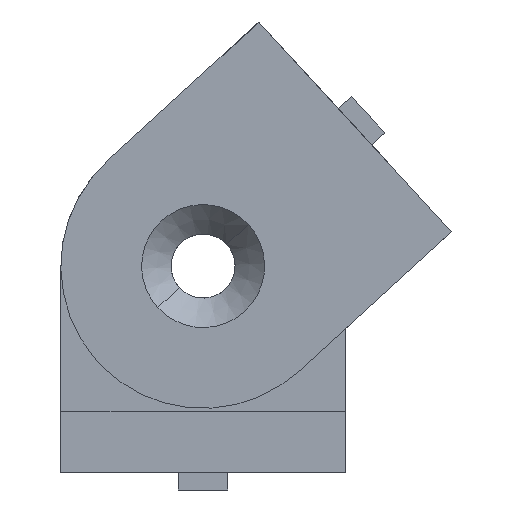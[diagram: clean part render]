
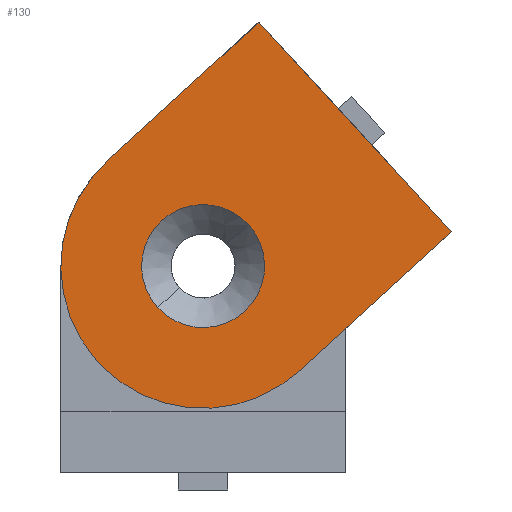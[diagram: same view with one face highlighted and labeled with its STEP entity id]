
A CAD part, front view. The second image highlights one B-rep face of the part: STEP entity #130.
In plain terms, the highlighted face is planar.
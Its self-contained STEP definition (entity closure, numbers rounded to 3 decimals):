
#1 = DIRECTION ( 'NONE',  ( 0., 0., -1. ) ) ;
#17 = CARTESIAN_POINT ( 'NONE',  ( 20., 0., 37.65 ) ) ;
#23 = VECTOR ( 'NONE', #1, 1000. ) ;
#30 = DIRECTION ( 'NONE',  ( 0., 1., 0. ) ) ;
#34 = DIRECTION ( 'NONE',  ( 0., -1., 0. ) ) ;
#58 = PLANE ( 'NONE',  #450 ) ;
#59 = DIRECTION ( 'NONE',  ( 0., 0., 1. ) ) ;
#90 = DIRECTION ( 'NONE',  ( 0., 1., 0. ) ) ;
#95 = ORIENTED_EDGE ( 'NONE', *, *, #1097, .T. ) ;
#102 = CARTESIAN_POINT ( 'NONE',  ( 0., 0., 8.5 ) ) ;
#110 = EDGE_LOOP ( 'NONE', ( #1007, #1168 ) ) ;
#117 = CIRCLE ( 'NONE', #784, 8.65 ) ;
#127 = CARTESIAN_POINT ( 'NONE',  ( 20., 0., 29. ) ) ;
#130 = ADVANCED_FACE ( 'NONE', ( #967, #1196 ), #58, .F. ) ;
#153 = DIRECTION ( 'NONE',  ( 0., 1., 0. ) ) ;
#158 = CARTESIAN_POINT ( 'NONE',  ( 40., 0., 8.5 ) ) ;
#241 = LINE ( 'NONE', #422, #959 ) ;
#273 = ORIENTED_EDGE ( 'NONE', *, *, #1103, .F. ) ;
#301 = VERTEX_POINT ( 'NONE', #885 ) ;
#322 = DIRECTION ( 'NONE',  ( 0., 1., 0. ) ) ;
#327 = VECTOR ( 'NONE', #345, 1000. ) ;
#345 = DIRECTION ( 'NONE',  ( -1., 0., 0. ) ) ;
#359 = VECTOR ( 'NONE', #530, 1000. ) ;
#368 = VERTEX_POINT ( 'NONE', #373 ) ;
#373 = CARTESIAN_POINT ( 'NONE',  ( 0., 0., 0. ) ) ;
#406 = EDGE_CURVE ( 'NONE', #1005, #1079, #1201, .T. ) ;
#422 = CARTESIAN_POINT ( 'NONE',  ( 0., 0., 49. ) ) ;
#450 = AXIS2_PLACEMENT_3D ( 'NONE', #1021, #34, #739 ) ;
#490 = CIRCLE ( 'NONE', #801, 20. ) ;
#520 = CARTESIAN_POINT ( 'NONE',  ( 40., 0., 29.019 ) ) ;
#530 = DIRECTION ( 'NONE',  ( 0., 0., -1. ) ) ;
#534 = CARTESIAN_POINT ( 'NONE',  ( 40., 0., 0. ) ) ;
#546 = AXIS2_PLACEMENT_3D ( 'NONE', #816, #153, #1184 ) ;
#563 = CARTESIAN_POINT ( 'NONE',  ( 20., 0., 29. ) ) ;
#637 = EDGE_CURVE ( 'NONE', #1194, #1081, #1152, .T. ) ;
#645 = VERTEX_POINT ( 'NONE', #534 ) ;
#652 = AXIS2_PLACEMENT_3D ( 'NONE', #563, #90, #59 ) ;
#678 = CARTESIAN_POINT ( 'NONE',  ( 19.123, 0., 49. ) ) ;
#684 = EDGE_CURVE ( 'NONE', #1081, #1194, #117, .T. ) ;
#691 = VERTEX_POINT ( 'NONE', #678 ) ;
#713 = DIRECTION ( 'NONE',  ( -1., 0., 0. ) ) ;
#739 = DIRECTION ( 'NONE',  ( 0., 0., -1. ) ) ;
#755 = EDGE_CURVE ( 'NONE', #301, #368, #813, .T. ) ;
#784 = AXIS2_PLACEMENT_3D ( 'NONE', #127, #30, #1061 ) ;
#801 = AXIS2_PLACEMENT_3D ( 'NONE', #983, #322, #892 ) ;
#813 = LINE ( 'NONE', #102, #23 ) ;
#816 = CARTESIAN_POINT ( 'NONE',  ( 20., 0., 29.019 ) ) ;
#858 = LINE ( 'NONE', #905, #327 ) ;
#885 = CARTESIAN_POINT ( 'NONE',  ( 0., 0., 29.019 ) ) ;
#892 = DIRECTION ( 'NONE',  ( 0., 0., 1. ) ) ;
#894 = CARTESIAN_POINT ( 'NONE',  ( 20., 0., 20.35 ) ) ;
#905 = CARTESIAN_POINT ( 'NONE',  ( 0., 0., 0. ) ) ;
#910 = CARTESIAN_POINT ( 'NONE',  ( 20.877, 0., 49. ) ) ;
#959 = VECTOR ( 'NONE', #713, 1000. ) ;
#967 = FACE_BOUND ( 'NONE', #110, .T. ) ;
#983 = CARTESIAN_POINT ( 'NONE',  ( 20., 0., 29.019 ) ) ;
#994 = EDGE_CURVE ( 'NONE', #1079, #645, #1144, .T. ) ;
#1005 = VERTEX_POINT ( 'NONE', #910 ) ;
#1007 = ORIENTED_EDGE ( 'NONE', *, *, #637, .F. ) ;
#1008 = ORIENTED_EDGE ( 'NONE', *, *, #406, .T. ) ;
#1021 = CARTESIAN_POINT ( 'NONE',  ( 0., 0., 8.5 ) ) ;
#1026 = EDGE_CURVE ( 'NONE', #645, #368, #858, .T. ) ;
#1061 = DIRECTION ( 'NONE',  ( 0., 0., 1. ) ) ;
#1069 = EDGE_LOOP ( 'NONE', ( #95, #273, #1008, #1159, #1226, #1115 ) ) ;
#1079 = VERTEX_POINT ( 'NONE', #520 ) ;
#1081 = VERTEX_POINT ( 'NONE', #894 ) ;
#1097 = EDGE_CURVE ( 'NONE', #301, #691, #490, .T. ) ;
#1103 = EDGE_CURVE ( 'NONE', #1005, #691, #241, .T. ) ;
#1115 = ORIENTED_EDGE ( 'NONE', *, *, #755, .F. ) ;
#1144 = LINE ( 'NONE', #158, #359 ) ;
#1152 = CIRCLE ( 'NONE', #652, 8.65 ) ;
#1159 = ORIENTED_EDGE ( 'NONE', *, *, #994, .T. ) ;
#1168 = ORIENTED_EDGE ( 'NONE', *, *, #684, .F. ) ;
#1184 = DIRECTION ( 'NONE',  ( 0., 0., 1. ) ) ;
#1194 = VERTEX_POINT ( 'NONE', #17 ) ;
#1196 = FACE_OUTER_BOUND ( 'NONE', #1069, .T. ) ;
#1201 = CIRCLE ( 'NONE', #546, 20. ) ;
#1226 = ORIENTED_EDGE ( 'NONE', *, *, #1026, .T. ) ;
